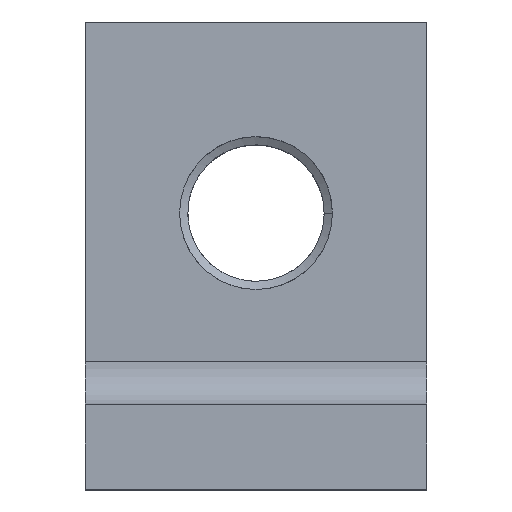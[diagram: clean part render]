
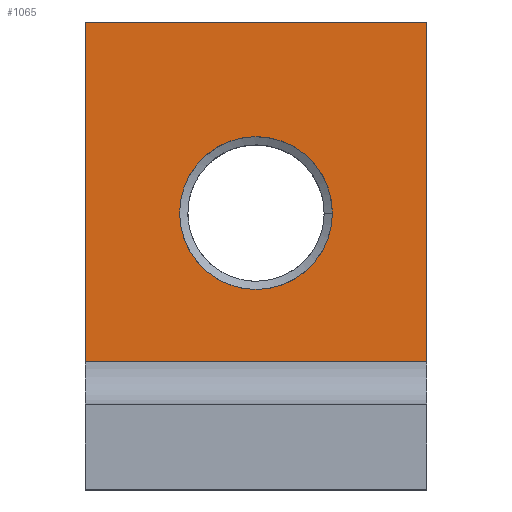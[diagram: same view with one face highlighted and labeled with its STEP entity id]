
A CAD part, top view. The second image highlights one B-rep face of the part: STEP entity #1065.
In plain terms, the highlighted planar face has unit normal (0, 0, 1).
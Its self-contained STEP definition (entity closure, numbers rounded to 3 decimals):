
#229 = VERTEX_POINT('',#230);
#230 = CARTESIAN_POINT('',(1.435,-0.794,-1.732));
#236 = EDGE_CURVE('',#237,#229,#239,.T.);
#237 = VERTEX_POINT('',#238);
#238 = CARTESIAN_POINT('',(-1.41,-0.794,-1.732));
#239 = CIRCLE('',#240,1.422);
#240 = AXIS2_PLACEMENT_3D('',#241,#242,#243);
#241 = CARTESIAN_POINT('',(0.013,-0.794,-1.732));
#242 = DIRECTION('',(0.,0.,1.));
#243 = DIRECTION('',(1.,0.,0.));
#361 = EDGE_CURVE('',#229,#237,#362,.T.);
#362 = CIRCLE('',#363,1.422);
#363 = AXIS2_PLACEMENT_3D('',#364,#365,#366);
#364 = CARTESIAN_POINT('',(0.013,-0.794,-1.732));
#365 = DIRECTION('',(0.,0.,1.));
#366 = DIRECTION('',(1.,0.,0.));
#834 = VERTEX_POINT('',#835);
#835 = CARTESIAN_POINT('',(-3.162,-3.562,-1.732));
#897 = VERTEX_POINT('',#898);
#898 = CARTESIAN_POINT('',(3.188,-3.562,-1.732));
#938 = EDGE_CURVE('',#939,#897,#941,.T.);
#939 = VERTEX_POINT('',#940);
#940 = CARTESIAN_POINT('',(3.188,2.762,-1.732));
#941 = LINE('',#942,#943);
#942 = CARTESIAN_POINT('',(3.188,-3.562,-1.732));
#943 = VECTOR('',#944,1.);
#944 = DIRECTION('',(0.,-1.,0.));
#1054 = EDGE_CURVE('',#834,#897,#1055,.T.);
#1055 = LINE('',#1056,#1057);
#1056 = CARTESIAN_POINT('',(-3.162,-3.562,-1.732));
#1057 = VECTOR('',#1058,1.);
#1058 = DIRECTION('',(1.,0.,0.));
#1065 = ADVANCED_FACE('',(#1066,#1070),#1088,.T.);
#1066 = FACE_BOUND('',#1067,.T.);
#1067 = EDGE_LOOP('',(#1068,#1069));
#1068 = ORIENTED_EDGE('',*,*,#361,.F.);
#1069 = ORIENTED_EDGE('',*,*,#236,.F.);
#1070 = FACE_BOUND('',#1071,.T.);
#1071 = EDGE_LOOP('',(#1072,#1073,#1081,#1087));
#1072 = ORIENTED_EDGE('',*,*,#938,.F.);
#1073 = ORIENTED_EDGE('',*,*,#1074,.F.);
#1074 = EDGE_CURVE('',#1075,#939,#1077,.T.);
#1075 = VERTEX_POINT('',#1076);
#1076 = CARTESIAN_POINT('',(-3.162,2.762,-1.732));
#1077 = LINE('',#1078,#1079);
#1078 = CARTESIAN_POINT('',(-3.162,2.762,-1.732));
#1079 = VECTOR('',#1080,1.);
#1080 = DIRECTION('',(1.,0.,0.));
#1081 = ORIENTED_EDGE('',*,*,#1082,.T.);
#1082 = EDGE_CURVE('',#1075,#834,#1083,.T.);
#1083 = LINE('',#1084,#1085);
#1084 = CARTESIAN_POINT('',(-3.162,-3.562,-1.732));
#1085 = VECTOR('',#1086,1.);
#1086 = DIRECTION('',(0.,-1.,0.));
#1087 = ORIENTED_EDGE('',*,*,#1054,.T.);
#1088 = PLANE('',#1089);
#1089 = AXIS2_PLACEMENT_3D('',#1090,#1091,#1092);
#1090 = CARTESIAN_POINT('',(-3.162,-3.562,-1.732));
#1091 = DIRECTION('',(0.,0.,1.));
#1092 = DIRECTION('',(1.,0.,0.));
